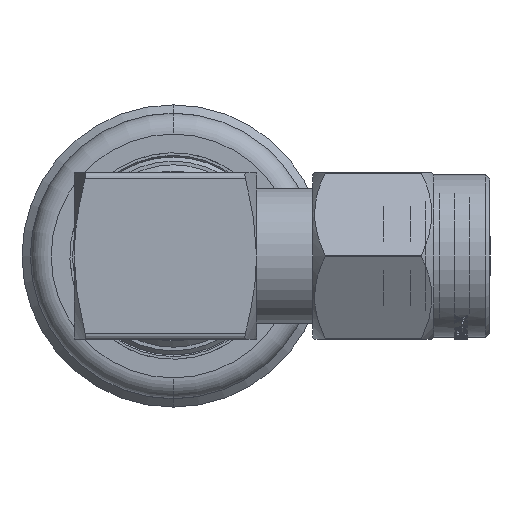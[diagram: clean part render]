
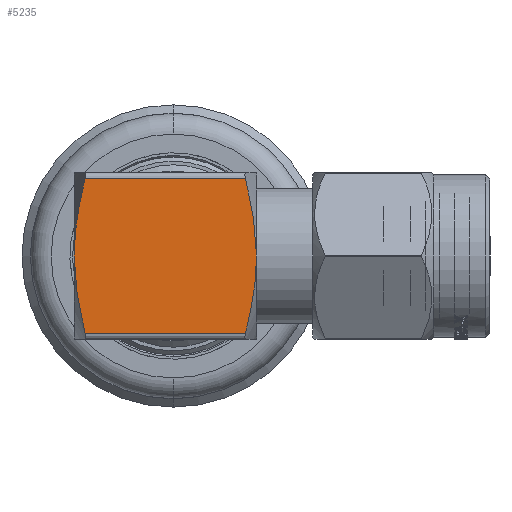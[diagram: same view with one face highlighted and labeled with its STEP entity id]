
A CAD part, left-side view. The second image highlights one B-rep face of the part: STEP entity #5235.
In plain terms, the highlighted face is planar.
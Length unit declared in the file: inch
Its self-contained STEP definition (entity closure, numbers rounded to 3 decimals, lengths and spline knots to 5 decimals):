
#305 = B_SPLINE_CURVE_WITH_KNOTS ( 'NONE', 3,
 ( #16418, #1194, #2874, #14933, #1471, #7118 ),
 .UNSPECIFIED., .F., .F.,
 ( 4, 2, 4 ),
 ( 0.01578, 0.01765, 0.01953 ),
 .UNSPECIFIED. ) ;
#327 = EDGE_CURVE ( 'NONE', #12098, #15227, #7351, .T. ) ;
#339 = VECTOR ( 'NONE', #3815, 39.37008 ) ;
#352 = CARTESIAN_POINT ( 'NONE',  ( 0.44094, 0.15748, 0. ) ) ;
#819 = DIRECTION ( 'NONE',  ( 1., 0., 0. ) ) ;
#885 = CARTESIAN_POINT ( 'NONE',  ( 0.76467, 0.15748, 0.14567 ) ) ;
#1194 = CARTESIAN_POINT ( 'NONE',  ( 0.44094, 0.15748, -0.02442 ) ) ;
#1322 = DIRECTION ( 'NONE',  ( 1., 0., 0. ) ) ;
#1351 = CARTESIAN_POINT ( 'NONE',  ( 0.77584, 0.15748, -0.09736 ) ) ;
#1471 = CARTESIAN_POINT ( 'NONE',  ( 0.45577, 0.15748, -0.12166 ) ) ;
#1726 = CARTESIAN_POINT ( 'NONE',  ( 0.44308, 0.15748, 0.04876 ) ) ;
#1935 = CARTESIAN_POINT ( 'NONE',  ( 0.46171, 0.15748, 0.14567 ) ) ;
#1958 = CARTESIAN_POINT ( 'NONE',  ( 0.44094, 0.15748, 0. ) ) ;
#2194 = ORIENTED_EDGE ( 'NONE', *, *, #4996, .F. ) ;
#2406 = CARTESIAN_POINT ( 'NONE',  ( 0.76467, 0.15748, 0.14567 ) ) ;
#2488 = ORIENTED_EDGE ( 'NONE', *, *, #11269, .T. ) ;
#2874 = CARTESIAN_POINT ( 'NONE',  ( 0.44309, 0.15748, -0.04877 ) ) ;
#3815 = DIRECTION ( 'NONE',  ( -1., 0., 0. ) ) ;
#3825 = ORIENTED_EDGE ( 'NONE', *, *, #327, .F. ) ;
#3833 = CARTESIAN_POINT ( 'NONE',  ( 0.78543, 0.15748, 0.02434 ) ) ;
#3925 = CARTESIAN_POINT ( 'NONE',  ( 0.78543, 0.15748, 0. ) ) ;
#4704 = CARTESIAN_POINT ( 'NONE',  ( 0.77061, 0.15748, -0.12166 ) ) ;
#4996 = EDGE_CURVE ( 'NONE', #6301, #5952, #11734, .T. ) ;
#5077 = CARTESIAN_POINT ( 'NONE',  ( 0.45581, 0.15748, 0.12181 ) ) ;
#5167 = FACE_OUTER_BOUND ( 'NONE', #18864, .T. ) ;
#5235 = ADVANCED_FACE ( 'NONE', ( #5167 ), #12775, .F. ) ;
#5261 = DIRECTION ( 'NONE',  ( 0., -1., 0. ) ) ;
#5952 = VERTEX_POINT ( 'NONE', #17226 ) ;
#6186 = CARTESIAN_POINT ( 'NONE',  ( 0.76467, 0.15748, -0.14567 ) ) ;
#6301 = VERTEX_POINT ( 'NONE', #18591 ) ;
#6413 = VERTEX_POINT ( 'NONE', #2406 ) ;
#6511 = ORIENTED_EDGE ( 'NONE', *, *, #11061, .F. ) ;
#6601 = LINE ( 'NONE', #12614, #339 ) ;
#6720 = EDGE_CURVE ( 'NONE', #15227, #6768, #305, .T. ) ;
#6768 = VERTEX_POINT ( 'NONE', #13564 ) ;
#7118 = CARTESIAN_POINT ( 'NONE',  ( 0.46171, 0.15748, -0.14567 ) ) ;
#7176 = ORIENTED_EDGE ( 'NONE', *, *, #15306, .T. ) ;
#7351 = B_SPLINE_CURVE_WITH_KNOTS ( 'NONE', 3,
 ( #1935, #5077, #16935, #1726, #12385, #352 ),
 .UNSPECIFIED., .F., .F.,
 ( 4, 2, 4 ),
 ( 0.01204, 0.01391, 0.01578 ),
 .UNSPECIFIED. ) ;
#7380 = CARTESIAN_POINT ( 'NONE',  ( 0.78543, 0.15748, -0.02442 ) ) ;
#8489 = CARTESIAN_POINT ( 'NONE',  ( 0.77578, 0.15748, 0.0977 ) ) ;
#8723 = CARTESIAN_POINT ( 'NONE',  ( 0.78543, 0.15748, 0.14567 ) ) ;
#10727 = CARTESIAN_POINT ( 'NONE',  ( 0.78329, 0.15748, -0.04877 ) ) ;
#11061 = EDGE_CURVE ( 'NONE', #5952, #6413, #17176, .T. ) ;
#11269 = EDGE_CURVE ( 'NONE', #12098, #6413, #17790, .T. ) ;
#11734 = B_SPLINE_CURVE_WITH_KNOTS ( 'NONE', 3,
 ( #6186, #4704, #1351, #10727, #7380, #15200 ),
 .UNSPECIFIED., .F., .F.,
 ( 4, 2, 4 ),
 ( 0.00415, 0.00603, 0.00792 ),
 .UNSPECIFIED. ) ;
#11914 = VECTOR ( 'NONE', #1322, 39.37008 ) ;
#12098 = VERTEX_POINT ( 'NONE', #12930 ) ;
#12385 = CARTESIAN_POINT ( 'NONE',  ( 0.44094, 0.15748, 0.02434 ) ) ;
#12614 = CARTESIAN_POINT ( 'NONE',  ( 0., 0.15748, -0.14567 ) ) ;
#12775 = PLANE ( 'NONE',  #14377 ) ;
#12930 = CARTESIAN_POINT ( 'NONE',  ( 0.46171, 0.15748, 0.14567 ) ) ;
#13564 = CARTESIAN_POINT ( 'NONE',  ( 0.46171, 0.15748, -0.14567 ) ) ;
#14377 = AXIS2_PLACEMENT_3D ( 'NONE', #18764, #5261, #819 ) ;
#14437 = CARTESIAN_POINT ( 'NONE',  ( 0.77057, 0.15748, 0.12181 ) ) ;
#14933 = CARTESIAN_POINT ( 'NONE',  ( 0.45054, 0.15748, -0.09736 ) ) ;
#15200 = CARTESIAN_POINT ( 'NONE',  ( 0.78543, 0.15748, 0. ) ) ;
#15227 = VERTEX_POINT ( 'NONE', #1958 ) ;
#15306 = EDGE_CURVE ( 'NONE', #6301, #6768, #6601, .T. ) ;
#15816 = ORIENTED_EDGE ( 'NONE', *, *, #6720, .F. ) ;
#16418 = CARTESIAN_POINT ( 'NONE',  ( 0.44094, 0.15748, 0. ) ) ;
#16935 = CARTESIAN_POINT ( 'NONE',  ( 0.45059, 0.15748, 0.0977 ) ) ;
#17176 = B_SPLINE_CURVE_WITH_KNOTS ( 'NONE', 3,
 ( #3925, #3833, #17453, #8489, #14437, #885 ),
 .UNSPECIFIED., .F., .F.,
 ( 4, 2, 4 ),
 ( 0.00792, 0.00979, 0.01167 ),
 .UNSPECIFIED. ) ;
#17226 = CARTESIAN_POINT ( 'NONE',  ( 0.78543, 0.15748, 0. ) ) ;
#17453 = CARTESIAN_POINT ( 'NONE',  ( 0.78329, 0.15748, 0.04876 ) ) ;
#17790 = LINE ( 'NONE', #8723, #11914 ) ;
#18591 = CARTESIAN_POINT ( 'NONE',  ( 0.76467, 0.15748, -0.14567 ) ) ;
#18764 = CARTESIAN_POINT ( 'NONE',  ( 0., 0.15748, 0.15748 ) ) ;
#18864 = EDGE_LOOP ( 'NONE', ( #3825, #2488, #6511, #2194, #7176, #15816 ) ) ;
